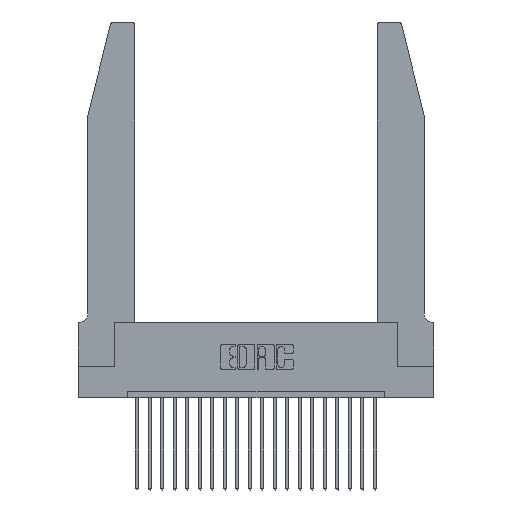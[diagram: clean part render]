
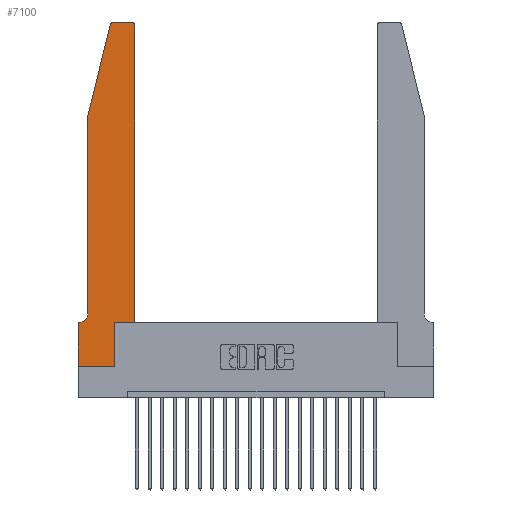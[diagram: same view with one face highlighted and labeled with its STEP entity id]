
A CAD part, top view. The second image highlights one B-rep face of the part: STEP entity #7100.
In plain terms, the highlighted planar face has unit normal (0, 0, 1).
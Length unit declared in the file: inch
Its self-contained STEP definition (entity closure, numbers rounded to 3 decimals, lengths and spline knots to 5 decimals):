
#62 = CARTESIAN_POINT ( 'NONE',  ( 0.0055, 0.35, 0.37 ) ) ;
#332 = EDGE_CURVE ( 'NONE', #8101, #19999, #7873, .T. ) ;
#448 = EDGE_CURVE ( 'NONE', #16923, #2751, #20786, .T. ) ;
#1254 = DIRECTION ( 'NONE',  ( 1., 0., 0. ) ) ;
#1343 = CIRCLE ( 'NONE', #14367, 0.03 ) ;
#1386 = DIRECTION ( 'NONE',  ( 0., -1., 0. ) ) ;
#1505 = DIRECTION ( 'NONE',  ( -0.239, -0.971, 0. ) ) ;
#1587 = CIRCLE ( 'NONE', #14268, 0.03 ) ;
#2000 = ORIENTED_EDGE ( 'NONE', *, *, #14482, .T. ) ;
#2070 = LINE ( 'NONE', #2917, #9637 ) ;
#2341 = EDGE_CURVE ( 'NONE', #21839, #4018, #8630, .T. ) ;
#2751 = VERTEX_POINT ( 'NONE', #17931 ) ;
#2917 = CARTESIAN_POINT ( 'NONE',  ( 0.4505, 0.35, 0.37 ) ) ;
#2956 = ORIENTED_EDGE ( 'NONE', *, *, #448, .T. ) ;
#3175 = CARTESIAN_POINT ( 'NONE',  ( 0.0755, 2., 0.37 ) ) ;
#3258 = DIRECTION ( 'NONE',  ( 0., 1., 0. ) ) ;
#3971 = DIRECTION ( 'NONE',  ( -1., 0., 0. ) ) ;
#4018 = VERTEX_POINT ( 'NONE', #4820 ) ;
#4103 = ORIENTED_EDGE ( 'NONE', *, *, #11934, .T. ) ;
#4357 = VECTOR ( 'NONE', #3971, 39.37008 ) ;
#4470 = DIRECTION ( 'NONE',  ( -1., 0., 0. ) ) ;
#4487 = EDGE_CURVE ( 'NONE', #4018, #8101, #14294, .T. ) ;
#4538 = CARTESIAN_POINT ( 'NONE',  ( 0., 0., 0.37 ) ) ;
#4820 = CARTESIAN_POINT ( 'NONE',  ( 0.2865, 0., 0.37 ) ) ;
#4968 = VECTOR ( 'NONE', #3258, 39.37008 ) ;
#4982 = DIRECTION ( 'NONE',  ( 0., 0., 1. ) ) ;
#5159 = VECTOR ( 'NONE', #8165, 39.37008 ) ;
#5245 = CARTESIAN_POINT ( 'NONE',  ( 0.2865, 0.35, 0.37 ) ) ;
#5352 = CARTESIAN_POINT ( 'NONE',  ( 0., 0., 0.37 ) ) ;
#5598 = CARTESIAN_POINT ( 'NONE',  ( 0.0755, 0.35, 0.37 ) ) ;
#5671 = PLANE ( 'NONE',  #10030 ) ;
#5752 = DIRECTION ( 'NONE',  ( 0., 0., 1. ) ) ;
#5881 = VERTEX_POINT ( 'NONE', #62 ) ;
#5999 = CARTESIAN_POINT ( 'NONE',  ( 0.4205, 2.75, 0.37 ) ) ;
#6028 = VERTEX_POINT ( 'NONE', #5999 ) ;
#6142 = ORIENTED_EDGE ( 'NONE', *, *, #9349, .T. ) ;
#6345 = ORIENTED_EDGE ( 'NONE', *, *, #17941, .T. ) ;
#6348 = CIRCLE ( 'NONE', #7817, 0.07 ) ;
#6710 = DIRECTION ( 'NONE',  ( 1., 0., 0. ) ) ;
#6884 = CARTESIAN_POINT ( 'NONE',  ( 0.284, 2.72, 0.37 ) ) ;
#7100 = ADVANCED_FACE ( 'NONE', ( #11246 ), #5671, .T. ) ;
#7507 = CARTESIAN_POINT ( 'NONE',  ( 0.2865, 0.35, 0.37 ) ) ;
#7817 = AXIS2_PLACEMENT_3D ( 'NONE', #9680, #21985, #4470 ) ;
#7873 = LINE ( 'NONE', #11563, #13132 ) ;
#7907 = EDGE_LOOP ( 'NONE', ( #8959, #2000, #2956, #14979, #19940, #10162, #4103, #16392, #12363, #12087, #6142, #6345 ) ) ;
#8101 = VERTEX_POINT ( 'NONE', #7507 ) ;
#8165 = DIRECTION ( 'NONE',  ( 0., -1., 0. ) ) ;
#8630 = LINE ( 'NONE', #18331, #11078 ) ;
#8718 = CARTESIAN_POINT ( 'NONE',  ( 0.4205, 2.72, 0.37 ) ) ;
#8959 = ORIENTED_EDGE ( 'NONE', *, *, #17907, .T. ) ;
#9349 = EDGE_CURVE ( 'NONE', #19999, #19917, #2070, .T. ) ;
#9637 = VECTOR ( 'NONE', #15149, 39.37008 ) ;
#9680 = CARTESIAN_POINT ( 'NONE',  ( 0.0055, 0.42, 0.37 ) ) ;
#9830 = DIRECTION ( 'NONE',  ( 1., 0., 0. ) ) ;
#10030 = AXIS2_PLACEMENT_3D ( 'NONE', #14659, #5752, #16296 ) ;
#10162 = ORIENTED_EDGE ( 'NONE', *, *, #14403, .T. ) ;
#10290 = DIRECTION ( 'NONE',  ( 0., 0., 1. ) ) ;
#10294 = VERTEX_POINT ( 'NONE', #18365 ) ;
#11078 = VECTOR ( 'NONE', #9830, 39.37008 ) ;
#11246 = FACE_OUTER_BOUND ( 'NONE', #7907, .T. ) ;
#11563 = CARTESIAN_POINT ( 'NONE',  ( 0.4505, 0.35, 0.37 ) ) ;
#11750 = LINE ( 'NONE', #20548, #12840 ) ;
#11886 = CARTESIAN_POINT ( 'NONE',  ( 0.25487, 2.72718, 0.37 ) ) ;
#11934 = EDGE_CURVE ( 'NONE', #10294, #21839, #15564, .T. ) ;
#12087 = ORIENTED_EDGE ( 'NONE', *, *, #332, .T. ) ;
#12223 = DIRECTION ( 'NONE',  ( 1., 0., 0. ) ) ;
#12363 = ORIENTED_EDGE ( 'NONE', *, *, #4487, .T. ) ;
#12649 = VERTEX_POINT ( 'NONE', #18829 ) ;
#12831 = VECTOR ( 'NONE', #1505, 39.37008 ) ;
#12840 = VECTOR ( 'NONE', #16820, 39.37008 ) ;
#13132 = VECTOR ( 'NONE', #1254, 39.37008 ) ;
#14046 = CARTESIAN_POINT ( 'NONE',  ( 0.4505, 0.35, 0.37 ) ) ;
#14268 = AXIS2_PLACEMENT_3D ( 'NONE', #8718, #4982, #6710 ) ;
#14294 = LINE ( 'NONE', #5245, #4968 ) ;
#14367 = AXIS2_PLACEMENT_3D ( 'NONE', #6884, #10290, #12223 ) ;
#14403 = EDGE_CURVE ( 'NONE', #5881, #10294, #19247, .T. ) ;
#14482 = EDGE_CURVE ( 'NONE', #22028, #16923, #1343, .T. ) ;
#14659 = CARTESIAN_POINT ( 'NONE',  ( 0., 0.35, 0.37 ) ) ;
#14979 = ORIENTED_EDGE ( 'NONE', *, *, #17932, .T. ) ;
#15149 = DIRECTION ( 'NONE',  ( 0., 1., 0. ) ) ;
#15194 = CARTESIAN_POINT ( 'NONE',  ( 0.0755, 2., 0.37 ) ) ;
#15564 = LINE ( 'NONE', #4538, #18601 ) ;
#16296 = DIRECTION ( 'NONE',  ( 1., 0., 0. ) ) ;
#16392 = ORIENTED_EDGE ( 'NONE', *, *, #2341, .T. ) ;
#16820 = DIRECTION ( 'NONE',  ( -1., 0., 0. ) ) ;
#16923 = VERTEX_POINT ( 'NONE', #11886 ) ;
#17673 = CARTESIAN_POINT ( 'NONE',  ( 0.4505, 2.72, 0.37 ) ) ;
#17907 = EDGE_CURVE ( 'NONE', #6028, #22028, #11750, .T. ) ;
#17931 = CARTESIAN_POINT ( 'NONE',  ( 0.0755, 2., 0.37 ) ) ;
#17932 = EDGE_CURVE ( 'NONE', #2751, #12649, #19705, .T. ) ;
#17941 = EDGE_CURVE ( 'NONE', #19917, #6028, #1587, .T. ) ;
#18331 = CARTESIAN_POINT ( 'NONE',  ( 0., 0., 0.37 ) ) ;
#18365 = CARTESIAN_POINT ( 'NONE',  ( 0., 0.35, 0.37 ) ) ;
#18601 = VECTOR ( 'NONE', #1386, 39.37008 ) ;
#18829 = CARTESIAN_POINT ( 'NONE',  ( 0.0755, 0.42, 0.37 ) ) ;
#19247 = LINE ( 'NONE', #5598, #4357 ) ;
#19705 = LINE ( 'NONE', #15194, #5159 ) ;
#19917 = VERTEX_POINT ( 'NONE', #17673 ) ;
#19940 = ORIENTED_EDGE ( 'NONE', *, *, #20905, .T. ) ;
#19999 = VERTEX_POINT ( 'NONE', #14046 ) ;
#20548 = CARTESIAN_POINT ( 'NONE',  ( 0.2605, 2.75, 0.37 ) ) ;
#20786 = LINE ( 'NONE', #3175, #12831 ) ;
#20905 = EDGE_CURVE ( 'NONE', #12649, #5881, #6348, .T. ) ;
#21533 = CARTESIAN_POINT ( 'NONE',  ( 0.284, 2.75, 0.37 ) ) ;
#21839 = VERTEX_POINT ( 'NONE', #5352 ) ;
#21985 = DIRECTION ( 'NONE',  ( 0., 0., -1. ) ) ;
#22028 = VERTEX_POINT ( 'NONE', #21533 ) ;
